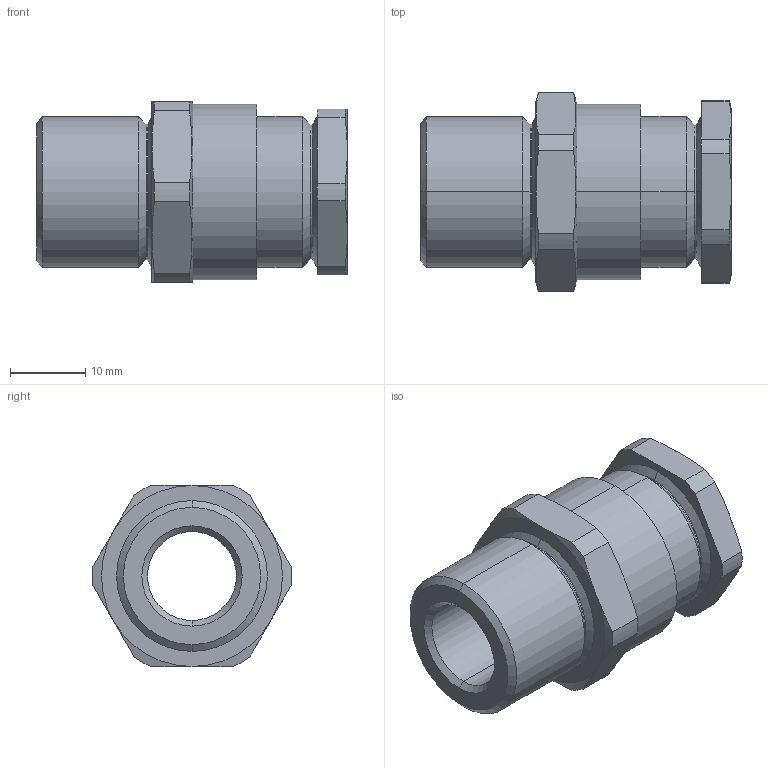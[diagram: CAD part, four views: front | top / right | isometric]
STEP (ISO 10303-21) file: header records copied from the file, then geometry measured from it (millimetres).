
FILE_DESCRIPTION (( 'STEP AP203' ), '1' );
FILE_NAME ('20SA2F1RA.STEP', '2017-09-22T11:17:03', ( '' ), ( '' ), 'SwSTEP 2.0', 'SolidWorks 2017', '' );
FILE_SCHEMA (( 'CONFIG_CONTROL_DESIGN' ));
Length unit declared in the file: millimetre
Products named in the file (1): 20SA2F1RA
Bounding box: 41.21 x 26.39 x 24 mm (x, y, z)
Surface area: 4982.6 mm2 (no closed solid volume)
Topology: 0 solids, 2 shells, 73 faces, 172 edges, 104 vertices
Faces by surface type: cone 28, cylinder 26, plane 17, torus 2
Entity records: 2212 total; most frequent: CARTESIAN_POINT 462, DIRECTION 368, ORIENTED_EDGE 336, EDGE_CURVE 172, AXIS2_PLACEMENT_3D 154, VERTEX_POINT 104, CIRCLE 80, EDGE_LOOP 78
